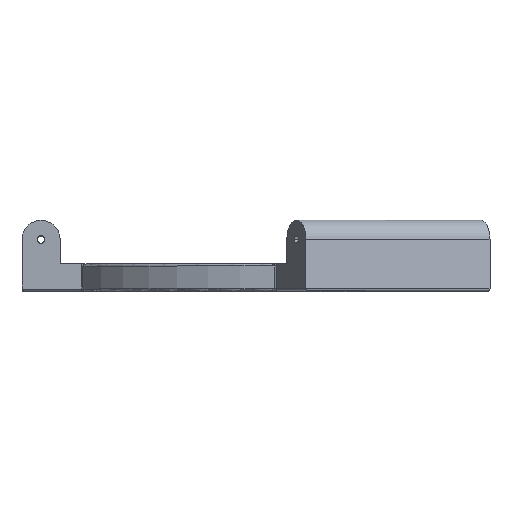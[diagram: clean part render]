
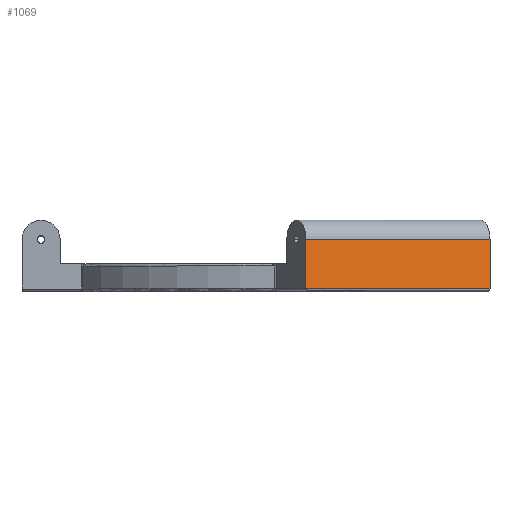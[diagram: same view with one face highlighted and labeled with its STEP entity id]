
A CAD part, top view. The second image highlights one B-rep face of the part: STEP entity #1069.
In plain terms, the highlighted planar face has unit normal (0.5, 0, 0.866).
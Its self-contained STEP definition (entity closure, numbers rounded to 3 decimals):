
#252 = DIRECTION ( 'NONE',  ( 0.866, 0., -0.5 ) ) ;
#1069 = ADVANCED_FACE ( 'NONE', ( #1195 ), #2728, .F. ) ;
#1195 = FACE_OUTER_BOUND ( 'NONE', #4140, .T. ) ;
#1396 = LINE ( 'NONE', #1747, #7232 ) ;
#1453 = DIRECTION ( 'NONE',  ( -0.5, 0., -0.866 ) ) ;
#1540 = VERTEX_POINT ( 'NONE', #5372 ) ;
#1747 = CARTESIAN_POINT ( 'NONE',  ( 6.113, 0., 49.587 ) ) ;
#1962 = CARTESIAN_POINT ( 'NONE',  ( 39.887, 9.5, 30.087 ) ) ;
#2326 = ORIENTED_EDGE ( 'NONE', *, *, #2338, .T. ) ;
#2338 = EDGE_CURVE ( 'NONE', #3326, #3059, #1396, .T. ) ;
#2426 = DIRECTION ( 'NONE',  ( 0., -1., 0. ) ) ;
#2580 = VECTOR ( 'NONE', #5373, 1000. ) ;
#2728 = PLANE ( 'NONE',  #8251 ) ;
#2774 = VECTOR ( 'NONE', #4290, 1000. ) ;
#2904 = EDGE_CURVE ( 'NONE', #3326, #2925, #8504, .T. ) ;
#2925 = VERTEX_POINT ( 'NONE', #1962 ) ;
#3059 = VERTEX_POINT ( 'NONE', #6311 ) ;
#3201 = CARTESIAN_POINT ( 'NONE',  ( 6.113, 9.5, 49.587 ) ) ;
#3326 = VERTEX_POINT ( 'NONE', #3201 ) ;
#3552 = DIRECTION ( 'NONE',  ( -0.866, 0., 0.5 ) ) ;
#3897 = EDGE_CURVE ( 'NONE', #1540, #2925, #4626, .T. ) ;
#4140 = EDGE_LOOP ( 'NONE', ( #2326, #8671, #6023, #8362 ) ) ;
#4290 = DIRECTION ( 'NONE',  ( 0., 1., 0. ) ) ;
#4370 = CARTESIAN_POINT ( 'NONE',  ( 6.113, 0.4, 49.587 ) ) ;
#4626 = LINE ( 'NONE', #8382, #2774 ) ;
#4872 = CARTESIAN_POINT ( 'NONE',  ( 6.113, 5., 49.587 ) ) ;
#5341 = LINE ( 'NONE', #4370, #8031 ) ;
#5372 = CARTESIAN_POINT ( 'NONE',  ( 39.887, 0.4, 30.087 ) ) ;
#5373 = DIRECTION ( 'NONE',  ( 0.866, 0., -0.5 ) ) ;
#5948 = EDGE_CURVE ( 'NONE', #3059, #1540, #5341, .T. ) ;
#6023 = ORIENTED_EDGE ( 'NONE', *, *, #3897, .T. ) ;
#6123 = CARTESIAN_POINT ( 'NONE',  ( -32.972, 9.5, 72.153 ) ) ;
#6311 = CARTESIAN_POINT ( 'NONE',  ( 6.113, 0.4, 49.587 ) ) ;
#7232 = VECTOR ( 'NONE', #2426, 1000. ) ;
#8031 = VECTOR ( 'NONE', #252, 1000. ) ;
#8251 = AXIS2_PLACEMENT_3D ( 'NONE', #4872, #1453, #3552 ) ;
#8362 = ORIENTED_EDGE ( 'NONE', *, *, #2904, .F. ) ;
#8382 = CARTESIAN_POINT ( 'NONE',  ( 39.887, 0., 30.087 ) ) ;
#8504 = LINE ( 'NONE', #6123, #2580 ) ;
#8671 = ORIENTED_EDGE ( 'NONE', *, *, #5948, .T. ) ;
